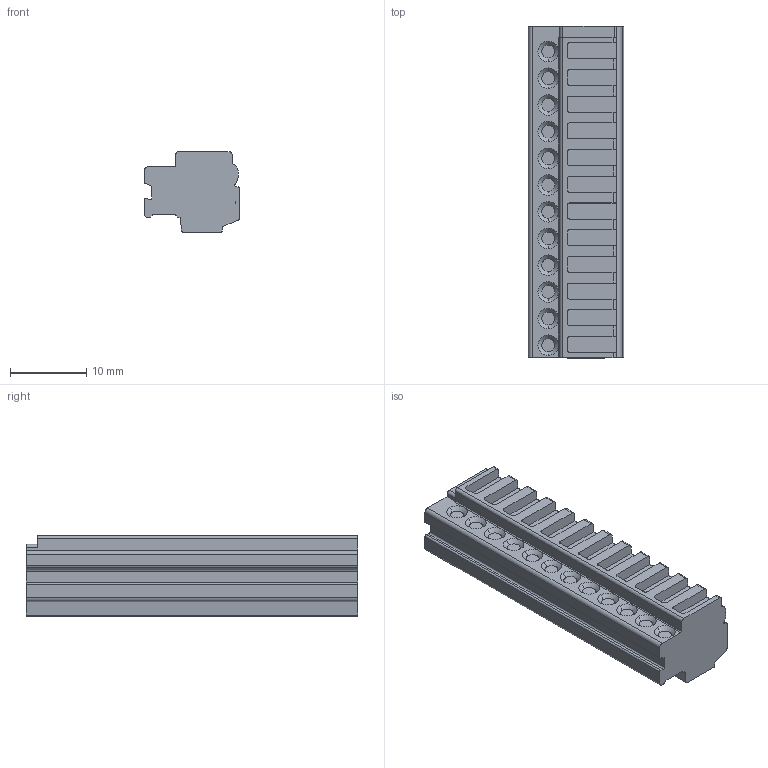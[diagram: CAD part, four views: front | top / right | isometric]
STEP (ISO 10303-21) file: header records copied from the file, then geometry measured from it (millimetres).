
FILE_DESCRIPTION((''),'2;1');
FILE_NAME('RRGG','2024-10-15T11:03:41',('tluser'),(''),'CREO PARAMETRIC BY PTC INC, 2018100','CREO PARAMETRIC BY PTC INC, 2018100','');
FILE_SCHEMA(('CONFIG_CONTROL_DESIGN'));
Length unit declared in the file: millimetre
Products named in the file (1): RRGG
Bounding box: 12.5 x 43.5 x 10.6 mm (x, y, z)
Volume: 4255 mm3; surface area: 2565.4 mm2
Topology: 1 solids, 1 shells, 397 faces, 1053 edges, 694 vertices
Faces by surface type: plane 220, cylinder 129, cone 48
Entity records: 12571 total; most frequent: CARTESIAN_POINT 2356, DIRECTION 2177, ORIENTED_EDGE 2106, EDGE_CURVE 1053, AXIS2_PLACEMENT_3D 751, VERTEX_POINT 694, VECTOR 675, LINE 675
